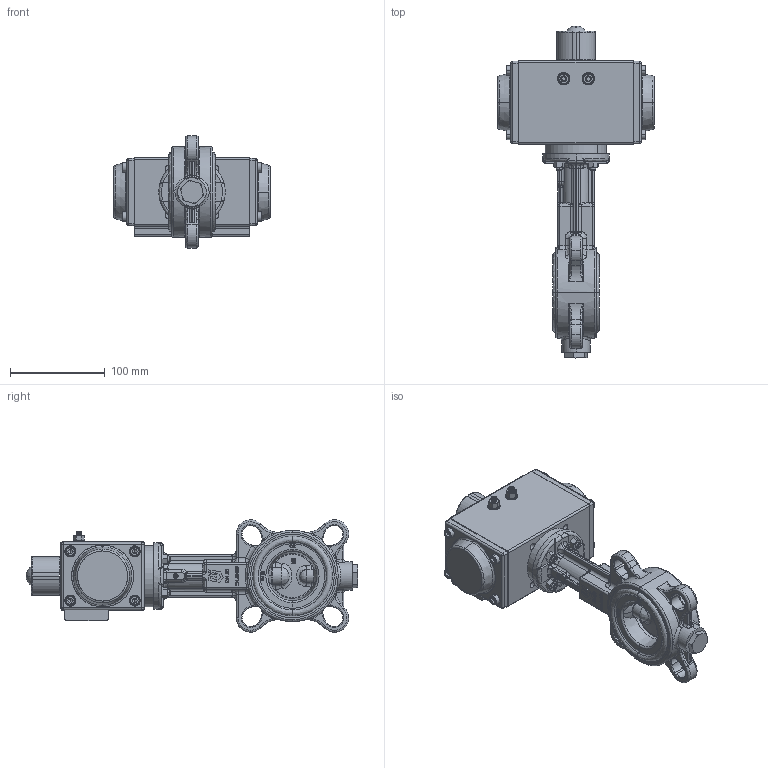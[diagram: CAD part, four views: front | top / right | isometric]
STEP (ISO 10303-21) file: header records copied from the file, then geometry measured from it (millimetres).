
FILE_DESCRIPTION (( 'STEP AP203' ), '1' );
FILE_NAME ('AK01_DN50_pneu._GS.STEP', '2022-11-03T14:42:06', ( '' ), ( '' ), 'SwSTEP 2.0', 'SolidWorks 2021', '' );
FILE_SCHEMA (( 'CONFIG_CONTROL_DESIGN' ));
Length unit declared in the file: metre
Products named in the file (1): AK01_DN50_pneu._GS
Bounding box: 165 x 349.65 x 118.39 mm (x, y, z)
Surface area: 152916.6 mm2 (no closed solid volume)
Topology: 0 solids, 389 shells, 1516 faces, 5307 edges, 4016 vertices
Faces by surface type: bspline 578, plane 473, cylinder 351, cone 112, sphere 2
Entity records: 98764 total; most frequent: CARTESIAN_POINT 58862, ORIENTED_EDGE 7726, DIRECTION 6807, EDGE_CURVE 5225, VERTEX_POINT 4016, AXIS2_PLACEMENT_3D 2273, VECTOR 2261, LINE 2261
